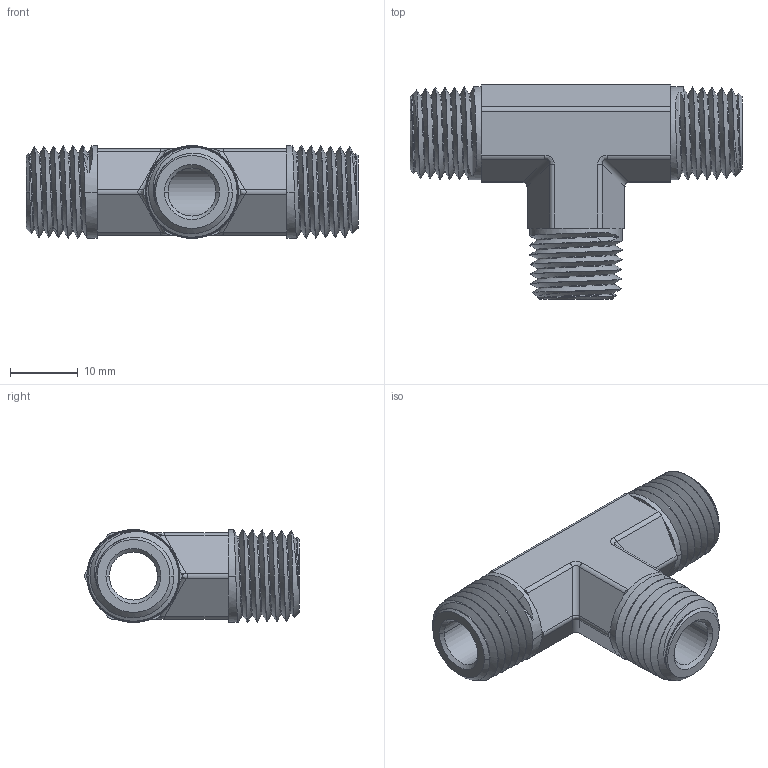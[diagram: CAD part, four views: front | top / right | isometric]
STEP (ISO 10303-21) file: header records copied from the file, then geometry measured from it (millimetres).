
FILE_DESCRIPTION((''),'2;1');
FILE_NAME('001_H-SMT_MASTER','2025-07-08T08:05:31',('Administrator'),(''),'CREO PARAMETRIC BY PTC INC, 2020414','CREO PARAMETRIC BY PTC INC, 2020414','');
FILE_SCHEMA(('AUTOMOTIVE_DESIGN { 1 0 10303 214 1 1 1 1 }'));
Length unit declared in the file: millimetre
Products named in the file (1): 001_H-SMT_MASTER
Bounding box: 49 x 31.71 x 13.72 mm (x, y, z)
Volume: 6123.1 mm3; surface area: 5295.2 mm2
Topology: 1 solids, 1 shells, 150 faces, 393 edges, 252 vertices
Faces by surface type: plane 60, cone 36, cylinder 30, bspline 24
Entity records: 20256 total; most frequent: CARTESIAN_POINT 15441, ORIENTED_EDGE 770, DIRECTION 645, PRESENTATION_STYLE_ASSIGNMENT 395, STYLED_ITEM 395, CURVE_STYLE 394, EDGE_CURVE 385, VERTEX_POINT 236
